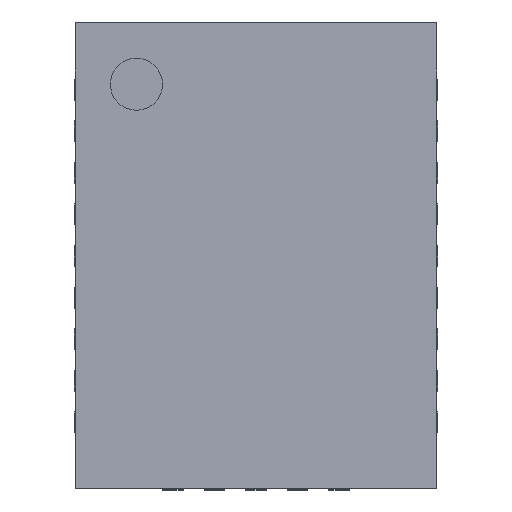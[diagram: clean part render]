
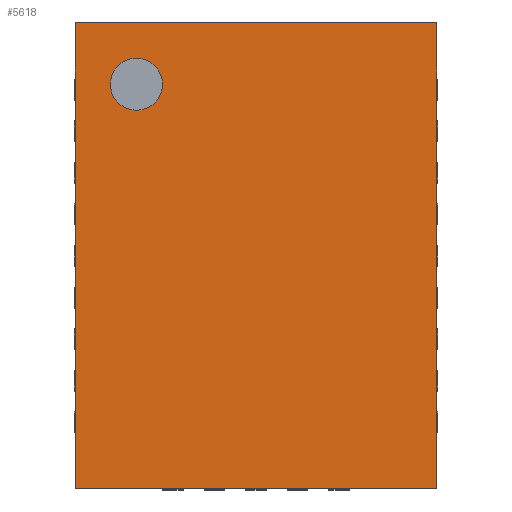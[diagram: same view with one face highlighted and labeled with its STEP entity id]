
A CAD part, top view. The second image highlights one B-rep face of the part: STEP entity #5618.
In plain terms, the highlighted planar face has unit normal (0, 0, 1).
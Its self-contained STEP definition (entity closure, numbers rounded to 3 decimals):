
#13=DIRECTION('',(0.,0.,1.));
#33=DIRECTION('',(0.,-0.,-1.));
#35=DEFINITIONAL_REPRESENTATION('',(#36),#40);
#36=LINE('',#37,#38);
#37=CARTESIAN_POINT('',(0.,0.));
#38=VECTOR('',#39,1.);
#39=DIRECTION('',(0.,1.));
#40=( GEOMETRIC_REPRESENTATION_CONTEXT(2) PARAMETRIC_REPRESENTATION_CONTEXT() REPRESENTATION_CONTEXT('2D SPACE','') );
#44=DEFINITIONAL_REPRESENTATION('',(#45),#40);
#45=LINE('',#37,#46);
#46=VECTOR('',#47,1.);
#47=DIRECTION('',(1.,0.));
#121=VECTOR('',#122,1.);
#122=DIRECTION('',(0.,-1.));
#151=PLANE('',#152);
#152=AXIS2_PLACEMENT_3D('',#153,#154,#13);
#153=CARTESIAN_POINT('',(-1.74,2.24,0.02));
#154=DIRECTION('',(1.,0.,0.));
#177=DIRECTION('',(0.,-1.,0.));
#212=VECTOR('',#213,1.);
#213=DIRECTION('',(1.,-0.));
#311=VECTOR('',#154,1.);
#314=PLANE('',#315);
#315=AXIS2_PLACEMENT_3D('',#153,#177,#13);
#322=VECTOR('',#177,1.);
#788=CARTESIAN_POINT('',(-1.74,-2.24,0.02));
#796=DEFINITIONAL_REPRESENTATION('',(#797),#40);
#797=LINE('',#798,#38);
#798=CARTESIAN_POINT('',(4.48,0.));
#800=PLANE('',#801);
#801=AXIS2_PLACEMENT_3D('',#788,#177,#13);
#847=DIRECTION('',(-0.,0.,-1.));
#1109=CARTESIAN_POINT('',(1.74,2.24,0.02));
#1111=DEFINITIONAL_REPRESENTATION('',(#1112),#40);
#1112=LINE('',#1113,#46);
#1113=CARTESIAN_POINT('',(0.,3.48));
#1115=PLANE('',#1116);
#1116=AXIS2_PLACEMENT_3D('',#1109,#154,#13);
#2053=VERTEX_POINT('',#2054);
#2054=CARTESIAN_POINT('',(-1.74,2.24,0.92));
#2059=ORIENTED_EDGE('',*,*,#2060,.T.);
#2060=EDGE_CURVE('',#2053,#2061,#2063,.T.);
#2061=VERTEX_POINT('',#2062);
#2062=CARTESIAN_POINT('',(-1.74,-2.24,0.92));
#2063=SURFACE_CURVE('',#2064,(#2065,#2069),.PCURVE_S1.);
#2064=LINE('',#2054,#322);
#2065=PCURVE('',#151,#2066);
#2066=DEFINITIONAL_REPRESENTATION('',(#2067),#40);
#2067=LINE('',#2068,#38);
#2068=CARTESIAN_POINT('',(0.9,0.));
#2069=PCURVE('',#2070,#44);
#2070=PLANE('',#2071);
#2071=AXIS2_PLACEMENT_3D('',#2054,#13,#177);
#2462=ORIENTED_EDGE('',*,*,#2463,.F.);
#2463=EDGE_CURVE('',#2053,#2464,#2466,.T.);
#2464=VERTEX_POINT('',#2465);
#2465=CARTESIAN_POINT('',(1.74,2.24,0.92));
#2466=SURFACE_CURVE('',#2467,(#2468,#2471),.PCURVE_S1.);
#2467=LINE('',#2054,#311);
#2468=PCURVE('',#314,#2469);
#2469=DEFINITIONAL_REPRESENTATION('',(#2470),#40);
#2470=LINE('',#2068,#121);
#2471=PCURVE('',#2070,#35);
#3565=EDGE_CURVE('',#2464,#3566,#3568,.T.);
#3566=VERTEX_POINT('',#3567);
#3567=CARTESIAN_POINT('',(1.74,-2.24,0.92));
#3568=SURFACE_CURVE('',#3569,(#3570,#3571),.PCURVE_S1.);
#3569=LINE('',#2465,#322);
#3570=PCURVE('',#1115,#2066);
#3571=PCURVE('',#2070,#1111);
#4475=EDGE_CURVE('',#2061,#3566,#4476,.T.);
#4476=SURFACE_CURVE('',#4477,(#4478,#4479),.PCURVE_S1.);
#4477=LINE('',#2062,#311);
#4478=PCURVE('',#800,#2469);
#4479=PCURVE('',#2070,#796);
#5618=ADVANCED_FACE('',(#5619,#5623),#2070,.T.);
#5619=FACE_BOUND('',#5620,.T.);
#5620=EDGE_LOOP('',(#2462,#2059,#5621,#5622));
#5621=ORIENTED_EDGE('',*,*,#4475,.T.);
#5622=ORIENTED_EDGE('',*,*,#3565,.F.);
#5623=FACE_BOUND('',#5624,.T.);
#5624=EDGE_LOOP('',(#5625));
#5625=ORIENTED_EDGE('',*,*,#5626,.T.);
#5626=EDGE_CURVE('',#5627,#5627,#5629,.T.);
#5627=VERTEX_POINT('',#5628);
#5628=CARTESIAN_POINT('',(-1.15,1.4,0.92));
#5629=SURFACE_CURVE('',#5630,(#5633,#5642),.PCURVE_S1.);
#5630=CIRCLE('',#5631,0.25);
#5631=AXIS2_PLACEMENT_3D('',#5632,#33,#177);
#5632=CARTESIAN_POINT('',(-1.15,1.65,0.92));
#5633=PCURVE('',#2070,#5634);
#5634=DEFINITIONAL_REPRESENTATION('',(#5635),#40);
#5635=( BOUNDED_CURVE() B_SPLINE_CURVE(2,(#5636,#5637,#5638,#5639,#5640,#5641,#5636),.UNSPECIFIED.,.T.,.F.) B_SPLINE_CURVE_WITH_KNOTS((1,2,2,2,2,1),(-2.094,0.,2.094,4.189,6.283,8.378),.UNSPECIFIED.) CURVE() GEOMETRIC_REPRESENTATION_ITEM() RATIONAL_B_SPLINE_CURVE((1.,0.5,1.,0.5,1.,0.5,1.)) REPRESENTATION_ITEM('') );
#5636=CARTESIAN_POINT('',(0.84,0.59));
#5637=CARTESIAN_POINT('',(0.84,0.157));
#5638=CARTESIAN_POINT('',(0.465,0.373));
#5639=CARTESIAN_POINT('',(0.09,0.59));
#5640=CARTESIAN_POINT('',(0.465,0.807));
#5641=CARTESIAN_POINT('',(0.84,1.023));
#5642=PCURVE('',#5643,#5646);
#5643=CYLINDRICAL_SURFACE('',#5644,0.25);
#5644=AXIS2_PLACEMENT_3D('',#5645,#847,#177);
#5645=CARTESIAN_POINT('',(-1.15,1.65,0.93));
#5646=DEFINITIONAL_REPRESENTATION('',(#5647),#40);
#5647=LINE('',#5648,#212);
#5648=CARTESIAN_POINT('',(-6.283,0.01));
